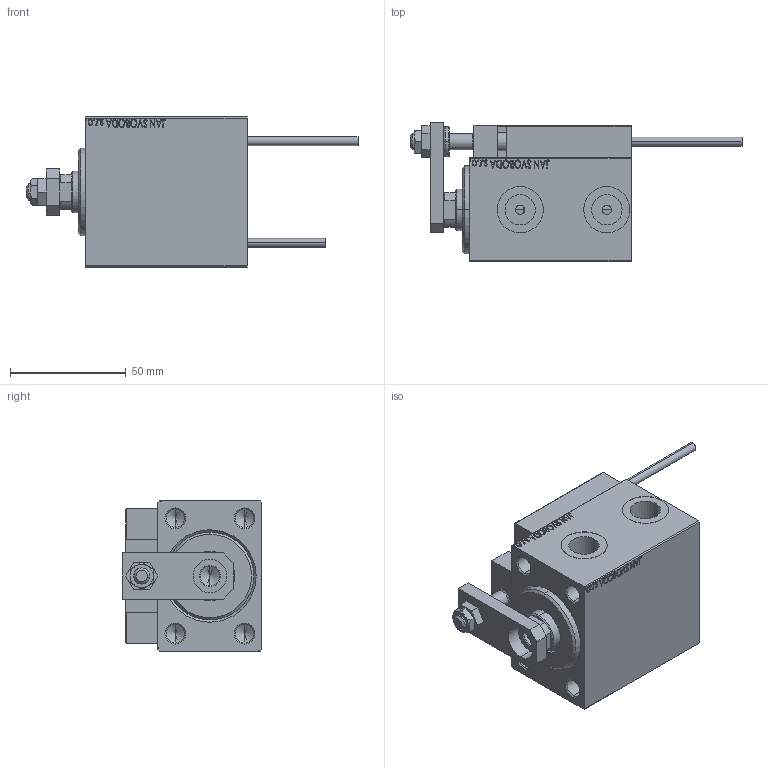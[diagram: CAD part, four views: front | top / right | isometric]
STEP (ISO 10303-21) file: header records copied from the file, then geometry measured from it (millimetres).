
FILE_DESCRIPTION (( 'STEP AP203' ), '1' );
FILE_NAME ('0897.STEP', '2021-03-18T16:57:36', ( '' ), ( '' ), 'SwSTEP 2.0', 'SolidWorks 2019', '' );
FILE_SCHEMA (( 'CONFIG_CONTROL_DESIGN' ));
Length unit declared in the file: millimetre
Products named in the file (16): SWITCH_X_FRONT_BACK b2e40d0f3fd4168a8b1385964481c00d; ALLEN BOLT D5 b2e40d0f3fd4168a8b1385964481c00d; KONCOVKA b2e40d0f3fd4168a8b1385964481c00d; SWITCH DIM B,W b2e40d0f3fd4168a8b1385964481c00d; ZARAZKA b2e40d0f3fd4168a8b1385964481c00d; Block b2e40d0f3fd4168a8b1385964481c00d; MAGNET b2e40d0f3fd4168a8b1385964481c00d; ALLEN BOLT D8 b2e40d0f3fd4168a8b1385964481c00d; NUT_D10 b2e40d0f3fd4168a8b1385964481c00d; TYC_L79 b2e40d0f3fd4168a8b1385964481c00d; V450CM_VC_B b2e40d0f3fd4168a8b1385964481c00d; V450CM_B_VCP b2e40d0f3fd4168a8b1385964481c00d; NUT_D12 b2e40d0f3fd4168a8b1385964481c00d; V450CM_B b2e40d0f3fd4168a8b1385964481c00d; 0897; SWITCH X b2e40d0f3fd4168a8b1385964481c00d
Assembly tree (25 placements, depth 3):
  0897
    V450CM_B b2e40d0f3fd4168a8b1385964481c00d
    V450CM_B_VCP b2e40d0f3fd4168a8b1385964481c00d
    SWITCH X b2e40d0f3fd4168a8b1385964481c00d
      SWITCH_X_FRONT_BACK b2e40d0f3fd4168a8b1385964481c00d  x2
      TYC_L79 b2e40d0f3fd4168a8b1385964481c00d
      Block b2e40d0f3fd4168a8b1385964481c00d  x2
      ALLEN BOLT D5 b2e40d0f3fd4168a8b1385964481c00d  x4
      ALLEN BOLT D8 b2e40d0f3fd4168a8b1385964481c00d  x4
      MAGNET b2e40d0f3fd4168a8b1385964481c00d  x2
      KONCOVKA b2e40d0f3fd4168a8b1385964481c00d  x2
    NUT_D10 b2e40d0f3fd4168a8b1385964481c00d
    NUT_D12 b2e40d0f3fd4168a8b1385964481c00d
    SWITCH DIM B,W b2e40d0f3fd4168a8b1385964481c00d
    ZARAZKA b2e40d0f3fd4168a8b1385964481c00d
    V450CM_VC_B b2e40d0f3fd4168a8b1385964481c00d
Bounding box: 143.7 x 60.5 x 65 mm (x, y, z)
Volume: 235201.6 mm3; surface area: 67114.1 mm2
Topology: 24 solids, 24 shells, 1332 faces, 3192 edges, 2022 vertices
Faces by surface type: plane 565, bspline 380, cylinder 194, cone 145, torus 44, sphere 4
Entity records: 51849 total; most frequent: CARTESIAN_POINT 26426, ORIENTED_EDGE 5372, DIRECTION 3679, EDGE_CURVE 2686, VERTEX_POINT 1746, VECTOR 1541, LINE 1541, EDGE_LOOP 1242
